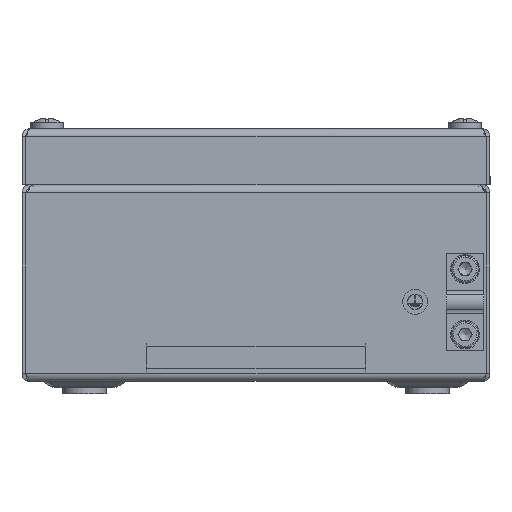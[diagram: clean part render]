
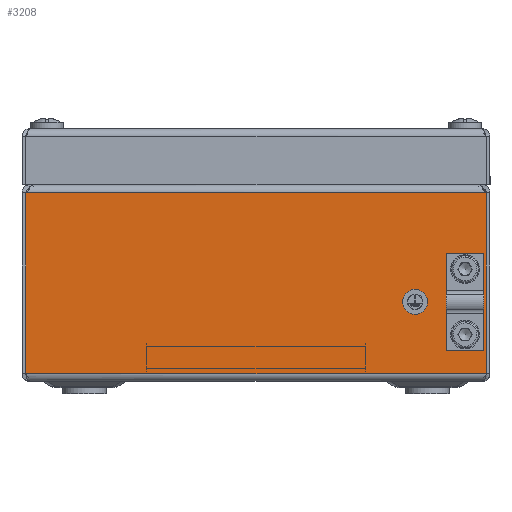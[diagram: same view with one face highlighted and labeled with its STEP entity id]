
A CAD part, left-side view. The second image highlights one B-rep face of the part: STEP entity #3208.
In plain terms, the highlighted planar face has unit normal (-1, 0, 0).
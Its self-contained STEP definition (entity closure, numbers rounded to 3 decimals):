
#448 = EDGE_CURVE ( 'NONE', #13889, #1885, #13449, .T. ) ;
#1233 = CARTESIAN_POINT ( 'NONE',  ( -200., -67., 39.5 ) ) ;
#1297 = DIRECTION ( 'NONE',  ( 0., 0., 1. ) ) ;
#1328 = DIRECTION ( 'NONE',  ( 1., 0., 0. ) ) ;
#1335 = CARTESIAN_POINT ( 'NONE',  ( -200., -2075., 63. ) ) ;
#1389 = VECTOR ( 'NONE', #18183, 1000. ) ;
#1403 = CARTESIAN_POINT ( 'NONE',  ( -200., -73.743, 60.5 ) ) ;
#1627 = LINE ( 'NONE', #18000, #1389 ) ;
#1630 = PLANE ( 'NONE',  #8261 ) ;
#1710 = DIRECTION ( 'NONE',  ( -1., 0., 0. ) ) ;
#1885 = VERTEX_POINT ( 'NONE', #16373 ) ;
#2821 = EDGE_CURVE ( 'NONE', #10267, #10267, #8110, .T. ) ;
#2996 = CARTESIAN_POINT ( 'NONE',  ( -200., 73.743, 63. ) ) ;
#3208 = ADVANCED_FACE ( 'NONE', ( #8808, #9522, #8638 ), #1630, .F. ) ;
#3348 = EDGE_CURVE ( 'NONE', #4772, #13889, #1627, .T. ) ;
#3769 = CARTESIAN_POINT ( 'NONE',  ( -200., -73.743, 60.5 ) ) ;
#4772 = VERTEX_POINT ( 'NONE', #7411 ) ;
#5227 = DIRECTION ( 'NONE',  ( 0., 1., 0. ) ) ;
#5533 = EDGE_LOOP ( 'NONE', ( #6870, #16680, #10306, #14476 ) ) ;
#5885 = EDGE_CURVE ( 'NONE', #15490, #15490, #7018, .T. ) ;
#6841 = ORIENTED_EDGE ( 'NONE', *, *, #2821, .F. ) ;
#6870 = ORIENTED_EDGE ( 'NONE', *, *, #16474, .T. ) ;
#6912 = DIRECTION ( 'NONE',  ( 0., 0., 1. ) ) ;
#6952 = DIRECTION ( 'NONE',  ( -1., 0., 0. ) ) ;
#6993 = CARTESIAN_POINT ( 'NONE',  ( -200., -67., 15. ) ) ;
#7018 = CIRCLE ( 'NONE', #17357, 3.5 ) ;
#7411 = CARTESIAN_POINT ( 'NONE',  ( -200., -73.743, 2.5 ) ) ;
#7512 = ORIENTED_EDGE ( 'NONE', *, *, #5885, .F. ) ;
#8110 = CIRCLE ( 'NONE', #10763, 3.5 ) ;
#8261 = AXIS2_PLACEMENT_3D ( 'NONE', #1335, #1328, #1297 ) ;
#8468 = VECTOR ( 'NONE', #5227, 1000. ) ;
#8638 = FACE_OUTER_BOUND ( 'NONE', #5533, .T. ) ;
#8808 = FACE_BOUND ( 'NONE', #17968, .T. ) ;
#9105 = VERTEX_POINT ( 'NONE', #1403 ) ;
#9522 = FACE_BOUND ( 'NONE', #16443, .T. ) ;
#9668 = CARTESIAN_POINT ( 'NONE',  ( -200., -73.743, 63. ) ) ;
#9681 = LINE ( 'NONE', #3769, #8468 ) ;
#9738 = DIRECTION ( 'NONE',  ( 0., 0., -1. ) ) ;
#10267 = VERTEX_POINT ( 'NONE', #12713 ) ;
#10306 = ORIENTED_EDGE ( 'NONE', *, *, #3348, .F. ) ;
#10450 = CARTESIAN_POINT ( 'NONE',  ( -200., -67., 36. ) ) ;
#10763 = AXIS2_PLACEMENT_3D ( 'NONE', #6993, #6952, #6912 ) ;
#11067 = EDGE_CURVE ( 'NONE', #9105, #4772, #12284, .T. ) ;
#11515 = DIRECTION ( 'NONE',  ( 0., 0., 1. ) ) ;
#11875 = DIRECTION ( 'NONE',  ( 0., 0., 1. ) ) ;
#12044 = VECTOR ( 'NONE', #9738, 1000. ) ;
#12284 = LINE ( 'NONE', #9668, #12044 ) ;
#12586 = VECTOR ( 'NONE', #11515, 1000. ) ;
#12713 = CARTESIAN_POINT ( 'NONE',  ( -200., -67., 18.5 ) ) ;
#13449 = LINE ( 'NONE', #2996, #12586 ) ;
#13889 = VERTEX_POINT ( 'NONE', #18269 ) ;
#14476 = ORIENTED_EDGE ( 'NONE', *, *, #11067, .F. ) ;
#15490 = VERTEX_POINT ( 'NONE', #1233 ) ;
#16373 = CARTESIAN_POINT ( 'NONE',  ( -200., 73.743, 60.5 ) ) ;
#16443 = EDGE_LOOP ( 'NONE', ( #6841 ) ) ;
#16474 = EDGE_CURVE ( 'NONE', #9105, #1885, #9681, .T. ) ;
#16680 = ORIENTED_EDGE ( 'NONE', *, *, #448, .F. ) ;
#17357 = AXIS2_PLACEMENT_3D ( 'NONE', #10450, #1710, #11875 ) ;
#17968 = EDGE_LOOP ( 'NONE', ( #7512 ) ) ;
#18000 = CARTESIAN_POINT ( 'NONE',  ( -200., -2075., 2.5 ) ) ;
#18183 = DIRECTION ( 'NONE',  ( 0., 1., 0. ) ) ;
#18269 = CARTESIAN_POINT ( 'NONE',  ( -200., 73.743, 2.5 ) ) ;
